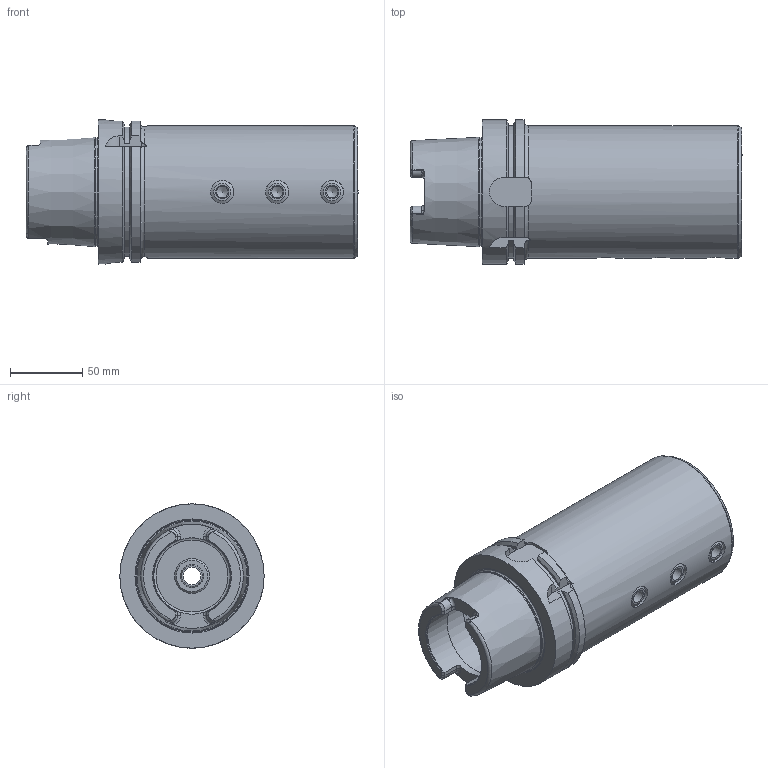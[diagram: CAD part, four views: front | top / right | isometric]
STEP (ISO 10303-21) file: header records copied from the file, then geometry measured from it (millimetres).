
FILE_DESCRIPTION((''),'2;1');
FILE_NAME('591077050180-3D.stp','2021-10-05T14:47:52',('nttooll'),(''),'Autodesk Inventor 2012','Autodesk Inventor 2012','');
FILE_SCHEMA(('AUTOMOTIVE_DESIGN { 1 0 10303 214 1 1 1 1 }'));
Length unit declared in the file: millimetre
Products named in the file (1): 591077050180-3D
Bounding box: 230 x 100 x 100 mm (x, y, z)
Volume: 974602.3 mm3; surface area: 121275.6 mm2
Topology: 1 solids, 1 shells, 166 faces, 404 edges, 251 vertices
Faces by surface type: cylinder 54, plane 53, cone 36, torus 23
Full cylindrical faces by diameter (mm): 8 x3, 9.238 x3, 12 x4, 15.3 x1, 16 x7, 24 x1, 50 x1, 50.4 x1, 53 x1, 53.8 x1, 63 x1, 75.3 x1, 92 x1, 100 x1
Entity records: 4897 total; most frequent: CARTESIAN_POINT 1327, DIRECTION 753, ORIENTED_EDGE 664, EDGE_CURVE 332, AXIS2_PLACEMENT_3D 324, VERTEX_POINT 238, EDGE_LOOP 238, FACE_OUTER_BOUND 166
